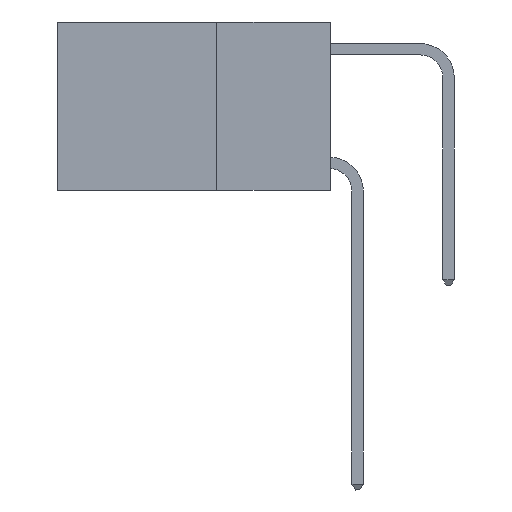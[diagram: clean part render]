
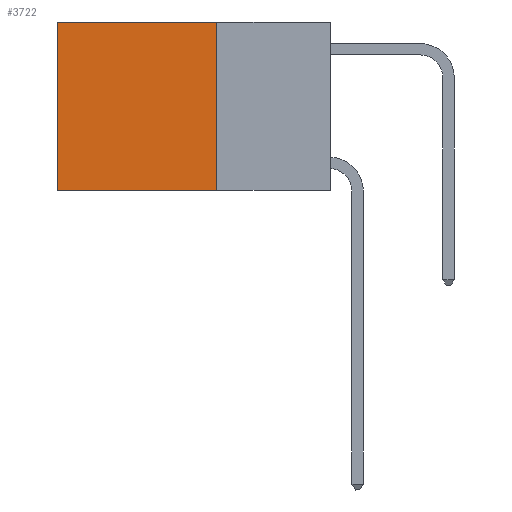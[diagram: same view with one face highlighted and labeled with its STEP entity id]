
A CAD part, left-side view. The second image highlights one B-rep face of the part: STEP entity #3722.
In plain terms, the highlighted planar face has unit normal (-1, 0, 0).
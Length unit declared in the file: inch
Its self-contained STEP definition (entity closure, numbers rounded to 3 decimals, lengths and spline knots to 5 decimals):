
#4 = LINE ( 'NONE', #3436, #15209 ) ;
#390 = CARTESIAN_POINT ( 'NONE',  ( 0.2625, 0.25, -0.37 ) ) ;
#606 = DIRECTION ( 'NONE',  ( 0., 1., 0. ) ) ;
#3436 = CARTESIAN_POINT ( 'NONE',  ( 0.2625, 0.25, 0. ) ) ;
#3722 = ADVANCED_FACE ( 'NONE', ( #12255 ), #5431, .F. ) ;
#4932 = EDGE_CURVE ( 'NONE', #14986, #10360, #5132, .T. ) ;
#5132 = LINE ( 'NONE', #13297, #7605 ) ;
#5431 = PLANE ( 'NONE',  #20441 ) ;
#5654 = DIRECTION ( 'NONE',  ( 1., 0., 0. ) ) ;
#6887 = DIRECTION ( 'NONE',  ( 0., 1., 0. ) ) ;
#7605 = VECTOR ( 'NONE', #16624, 39.37008 ) ;
#8690 = CARTESIAN_POINT ( 'NONE',  ( 0.2625, 0.6, -0.37 ) ) ;
#9231 = EDGE_CURVE ( 'NONE', #17583, #10360, #12215, .T. ) ;
#10360 = VERTEX_POINT ( 'NONE', #8690 ) ;
#12215 = LINE ( 'NONE', #390, #17165 ) ;
#12255 = FACE_OUTER_BOUND ( 'NONE', #16519, .T. ) ;
#12493 = ORIENTED_EDGE ( 'NONE', *, *, #15456, .T. ) ;
#13297 = CARTESIAN_POINT ( 'NONE',  ( 0.2625, 0.6, 0. ) ) ;
#13468 = ORIENTED_EDGE ( 'NONE', *, *, #9231, .F. ) ;
#13912 = ORIENTED_EDGE ( 'NONE', *, *, #17742, .F. ) ;
#14207 = ORIENTED_EDGE ( 'NONE', *, *, #4932, .T. ) ;
#14243 = DIRECTION ( 'NONE',  ( 0., 0., -1. ) ) ;
#14571 = CARTESIAN_POINT ( 'NONE',  ( 0.2625, 0.25, -0.37 ) ) ;
#14666 = VERTEX_POINT ( 'NONE', #20975 ) ;
#14986 = VERTEX_POINT ( 'NONE', #20382 ) ;
#15209 = VECTOR ( 'NONE', #6887, 39.37008 ) ;
#15456 = EDGE_CURVE ( 'NONE', #14666, #14986, #4, .T. ) ;
#15788 = CARTESIAN_POINT ( 'NONE',  ( 0.2625, 0.25, 0. ) ) ;
#16519 = EDGE_LOOP ( 'NONE', ( #14207, #13468, #13912, #12493 ) ) ;
#16624 = DIRECTION ( 'NONE',  ( 0., 0., -1. ) ) ;
#17165 = VECTOR ( 'NONE', #606, 39.37008 ) ;
#17583 = VERTEX_POINT ( 'NONE', #14571 ) ;
#17742 = EDGE_CURVE ( 'NONE', #14666, #17583, #20208, .T. ) ;
#18532 = DIRECTION ( 'NONE',  ( 0., 0., -1. ) ) ;
#19105 = VECTOR ( 'NONE', #18532, 39.37008 ) ;
#19127 = CARTESIAN_POINT ( 'NONE',  ( 0.2625, 0.25, 0. ) ) ;
#20208 = LINE ( 'NONE', #15788, #19105 ) ;
#20382 = CARTESIAN_POINT ( 'NONE',  ( 0.2625, 0.6, 0. ) ) ;
#20441 = AXIS2_PLACEMENT_3D ( 'NONE', #19127, #5654, #14243 ) ;
#20975 = CARTESIAN_POINT ( 'NONE',  ( 0.2625, 0.25, 0. ) ) ;
